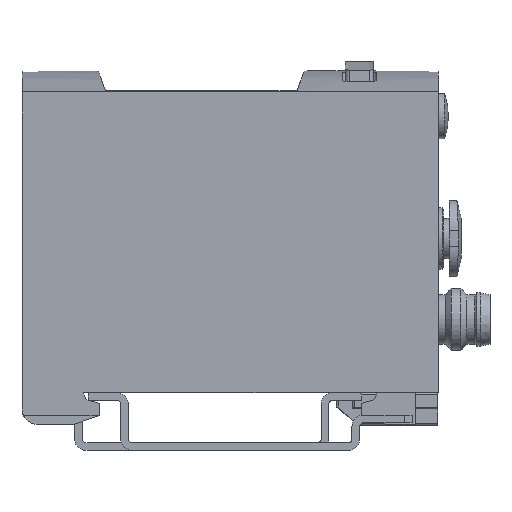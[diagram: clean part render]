
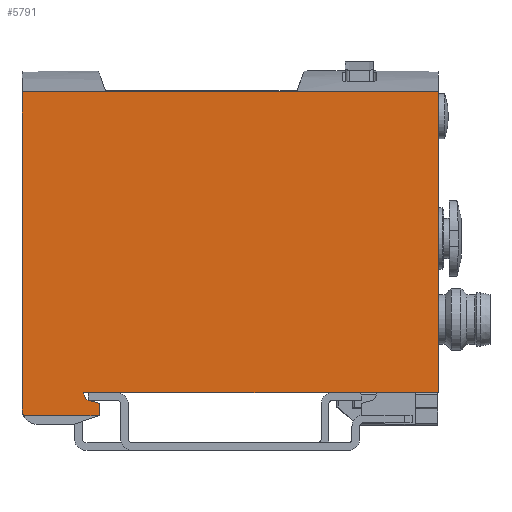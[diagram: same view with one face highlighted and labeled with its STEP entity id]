
A CAD part, left-side view. The second image highlights one B-rep face of the part: STEP entity #5791.
In plain terms, the highlighted planar face has unit normal (-1, 0, 0).
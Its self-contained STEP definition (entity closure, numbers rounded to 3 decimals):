
#202=CIRCLE('',#6112,1.1);
#203=CIRCLE('',#6115,2.);
#531=ORIENTED_EDGE('',*,*,#1850,.F.);
#532=ORIENTED_EDGE('',*,*,#1742,.T.);
#533=ORIENTED_EDGE('',*,*,#1821,.F.);
#534=ORIENTED_EDGE('',*,*,#1760,.F.);
#535=ORIENTED_EDGE('',*,*,#1851,.T.);
#536=ORIENTED_EDGE('',*,*,#1852,.T.);
#537=ORIENTED_EDGE('',*,*,#1853,.F.);
#538=ORIENTED_EDGE('',*,*,#1854,.F.);
#539=ORIENTED_EDGE('',*,*,#1841,.F.);
#540=ORIENTED_EDGE('',*,*,#1845,.F.);
#1742=EDGE_CURVE('',#2405,#2406,#2876,.T.);
#1760=EDGE_CURVE('',#2423,#2424,#2893,.T.);
#1821=EDGE_CURVE('',#2424,#2406,#2927,.T.);
#1841=EDGE_CURVE('',#2498,#2499,#2942,.T.);
#1845=EDGE_CURVE('',#2501,#2498,#202,.F.);
#1850=EDGE_CURVE('',#2405,#2501,#2949,.T.);
#1851=EDGE_CURVE('',#2423,#2504,#203,.F.);
#1852=EDGE_CURVE('',#2504,#2505,#2950,.T.);
#1853=EDGE_CURVE('',#2506,#2505,#2951,.T.);
#1854=EDGE_CURVE('',#2499,#2506,#2952,.T.);
#2405=VERTEX_POINT('',#8004);
#2406=VERTEX_POINT('',#8005);
#2423=VERTEX_POINT('',#8040);
#2424=VERTEX_POINT('',#8042);
#2498=VERTEX_POINT('',#8240);
#2499=VERTEX_POINT('',#8242);
#2501=VERTEX_POINT('',#8248);
#2504=VERTEX_POINT('',#8260);
#2505=VERTEX_POINT('',#8262);
#2506=VERTEX_POINT('',#8264);
#2876=LINE('',#8003,#3355);
#2893=LINE('',#8041,#3372);
#2927=LINE('',#8189,#3406);
#2942=LINE('',#8241,#3421);
#2949=LINE('',#8258,#3428);
#2950=LINE('',#8261,#3429);
#2951=LINE('',#8263,#3430);
#2952=LINE('',#8265,#3431);
#3355=VECTOR('',#6600,1000.);
#3372=VECTOR('',#6621,1000.);
#3406=VECTOR('',#6705,1000.);
#3421=VECTOR('',#6736,1000.);
#3428=VECTOR('',#6753,1000.);
#3429=VECTOR('',#6756,1000.);
#3430=VECTOR('',#6757,1000.);
#3431=VECTOR('',#6758,1000.);
#3832=EDGE_LOOP('',(#531,#532,#533,#534,#535,#536,#537,#538,#539,#540));
#4169=FACE_BOUND('',#3832,.T.);
#4489=PLANE('',#6114);
#5791=ADVANCED_FACE('',(#4169),#4489,.F.);
#6112=AXIS2_PLACEMENT_3D('',#8249,#6743,#6744);
#6114=AXIS2_PLACEMENT_3D('',#8257,#6751,#6752);
#6115=AXIS2_PLACEMENT_3D('',#8259,#6754,#6755);
#6600=DIRECTION('',(0.,0.,1.));
#6621=DIRECTION('',(0.,0.,1.));
#6705=DIRECTION('',(0.,-1.,0.));
#6736=DIRECTION('',(0.,-0.966,-0.259));
#6743=DIRECTION('',(1.,0.,0.));
#6744=DIRECTION('',(0.,0.,-1.));
#6751=DIRECTION('',(1.,0.,0.));
#6752=DIRECTION('',(0.,0.,-1.));
#6753=DIRECTION('',(0.,1.,0.));
#6754=DIRECTION('',(1.,0.,0.));
#6755=DIRECTION('',(0.,0.,-1.));
#6756=DIRECTION('',(0.,-1.,0.));
#6757=DIRECTION('',(0.,0.94,-0.342));
#6758=DIRECTION('',(0.,0.,-1.));
#8003=CARTESIAN_POINT('',(-16.,0.,-23.));
#8004=CARTESIAN_POINT('',(-16.,0.,-18.9));
#8005=CARTESIAN_POINT('',(-16.,0.,20.105));
#8040=CARTESIAN_POINT('',(-16.,54.,-21.));
#8041=CARTESIAN_POINT('',(-16.,54.,-23.));
#8042=CARTESIAN_POINT('',(-16.,54.,20.105));
#8189=CARTESIAN_POINT('',(-16.,54.,20.105));
#8240=CARTESIAN_POINT('',(-16.,45.437,-19.895));
#8241=CARTESIAN_POINT('',(-16.,52.65,-17.962));
#8242=CARTESIAN_POINT('',(-16.,44.,-20.28));
#8248=CARTESIAN_POINT('',(-16.,46.,-18.9));
#8249=CARTESIAN_POINT('',(-16.,44.901,-18.935));
#8257=CARTESIAN_POINT('',(-16.,54.,-23.));
#8258=CARTESIAN_POINT('',(-16.,54.,-18.9));
#8259=CARTESIAN_POINT('',(-16.,52.,-21.));
#8260=CARTESIAN_POINT('',(-16.,53.786,-21.9));
#8261=CARTESIAN_POINT('',(-16.,54.,-21.9));
#8262=CARTESIAN_POINT('',(-16.,44.137,-21.9));
#8263=CARTESIAN_POINT('',(-16.,53.2,-25.198));
#8264=CARTESIAN_POINT('',(-16.,44.,-21.85));
#8265=CARTESIAN_POINT('',(-16.,44.,-23.));
